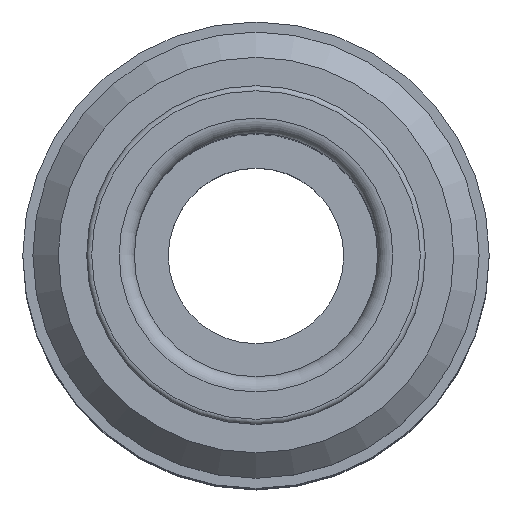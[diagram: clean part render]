
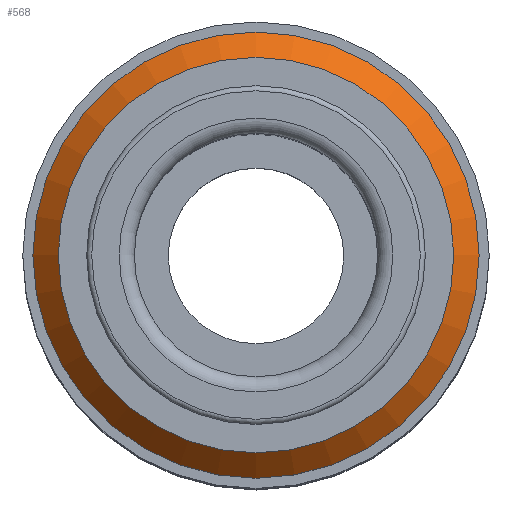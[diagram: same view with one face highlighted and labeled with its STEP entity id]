
A CAD part, top view. The second image highlights one B-rep face of the part: STEP entity #568.
In plain terms, the highlighted conical face has half-angle 45 degrees and reference radius 9.75 mm.
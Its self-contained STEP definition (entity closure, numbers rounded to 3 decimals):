
#20=CONICAL_SURFACE('',#644,9.75,0.785);
#74=ORIENTED_EDGE('',*,*,#175,.F.);
#75=ORIENTED_EDGE('',*,*,#174,.T.);
#174=EDGE_CURVE('',#228,#228,#282,.T.);
#175=EDGE_CURVE('',#229,#229,#283,.T.);
#228=VERTEX_POINT('',#979);
#229=VERTEX_POINT('',#982);
#282=CIRCLE('',#643,9.75);
#283=CIRCLE('',#645,11.);
#344=EDGE_LOOP('',(#74));
#345=EDGE_LOOP('',(#75));
#452=FACE_BOUND('',#344,.T.);
#453=FACE_BOUND('',#345,.T.);
#568=ADVANCED_FACE('',(#452,#453),#20,.T.);
#643=AXIS2_PLACEMENT_3D('',#978,#769,#770);
#644=AXIS2_PLACEMENT_3D('',#980,#771,#772);
#645=AXIS2_PLACEMENT_3D('',#981,#773,#774);
#769=DIRECTION('',(0.,0.,-1.));
#770=DIRECTION('',(-1.,0.,0.));
#771=DIRECTION('',(0.,0.,-1.));
#772=DIRECTION('',(-1.,0.,0.));
#773=DIRECTION('',(0.,0.,-1.));
#774=DIRECTION('',(-1.,0.,0.));
#978=CARTESIAN_POINT('',(0.,0.,24.7));
#979=CARTESIAN_POINT('',(-9.75,0.,24.7));
#980=CARTESIAN_POINT('',(0.,0.,24.7));
#981=CARTESIAN_POINT('',(0.,0.,23.45));
#982=CARTESIAN_POINT('',(-11.,0.,23.45));
